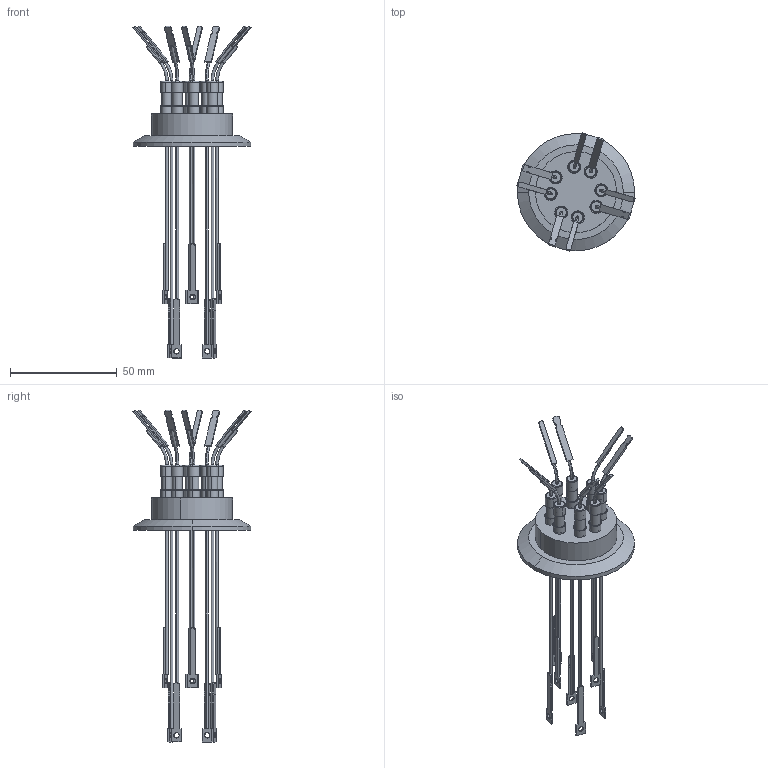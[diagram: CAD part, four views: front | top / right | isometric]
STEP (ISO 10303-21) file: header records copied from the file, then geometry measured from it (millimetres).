
FILE_DESCRIPTION (( 'STEP AP203' ), '1' );
FILE_NAME ('A0784-4-QF.STEP', '2011-10-04T19:45:39', ( '' ), ( '' ), 'SwSTEP 2.0', 'SolidWorks 2011', '' );
FILE_SCHEMA (( 'CONFIG_CONTROL_DESIGN' ));
Length unit declared in the file: inch
Products named in the file (1): A0784-4-QF
Bounding box: 55.26 x 55.26 x 155.48 mm (x, y, z)
Volume: 13124.5 mm3; surface area: 17612.1 mm2
Topology: 1 solids, 1 shells, 571 faces, 1408 edges, 902 vertices
Faces by surface type: cylinder 242, plane 213, cone 84, bspline 32
Entity records: 17570 total; most frequent: CARTESIAN_POINT 3567, DIRECTION 3079, ORIENTED_EDGE 2816, EDGE_CURVE 1408, AXIS2_PLACEMENT_3D 1182, VERTEX_POINT 902, VECTOR 715, LINE 715
